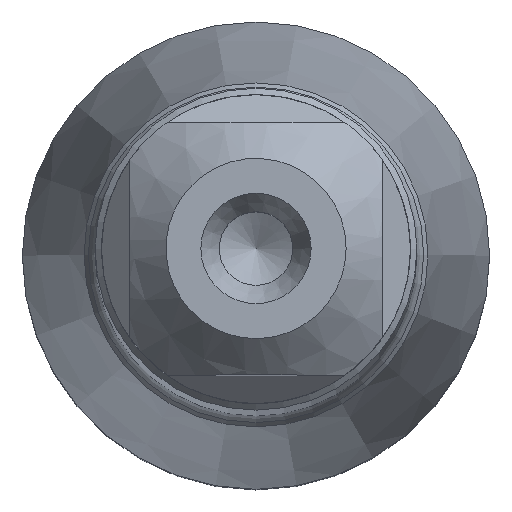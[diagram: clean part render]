
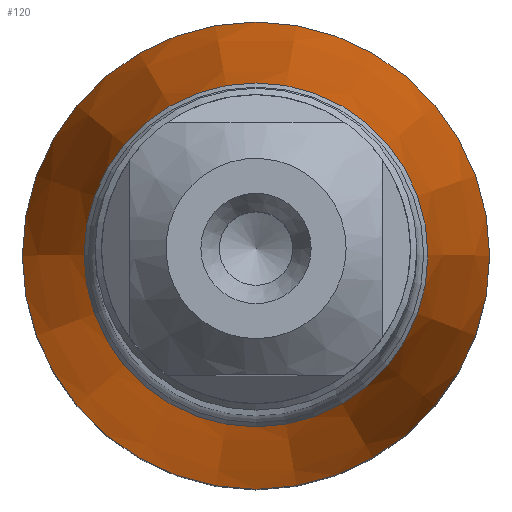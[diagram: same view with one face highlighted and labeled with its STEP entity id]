
A CAD part, top view. The second image highlights one B-rep face of the part: STEP entity #120.
In plain terms, the highlighted conical face has half-angle 8 degrees and reference radius 3.74 mm.
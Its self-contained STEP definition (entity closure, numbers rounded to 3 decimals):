
#120=ADVANCED_FACE('',(#156,#157),#132,.T.);
#132=CONICAL_SURFACE('',#473,3.74,8.);
#156=FACE_BOUND('',#199,.T.);
#157=FACE_BOUND('',#200,.T.);
#199=EDGE_LOOP('',(#279));
#200=EDGE_LOOP('',(#280));
#279=ORIENTED_EDGE('',*,*,#359,.F.);
#280=ORIENTED_EDGE('',*,*,#360,.T.);
#318=VERTEX_POINT('',#741);
#319=VERTEX_POINT('',#744);
#359=EDGE_CURVE('',#318,#318,#379,.T.);
#360=EDGE_CURVE('',#319,#319,#380,.T.);
#379=CIRCLE('',#470,3.74);
#380=CIRCLE('',#472,5.082);
#470=AXIS2_PLACEMENT_3D('',#740,#577,#578);
#472=AXIS2_PLACEMENT_3D('',#743,#581,#582);
#473=AXIS2_PLACEMENT_3D('',#745,#583,#584);
#577=DIRECTION('',(0.,0.,1.));
#578=DIRECTION('',(1.,0.,0.));
#581=DIRECTION('',(0.,0.,1.));
#582=DIRECTION('',(-1.,0.,0.));
#583=DIRECTION('',(0.,0.,-1.));
#584=DIRECTION('',(-1.,0.,0.));
#740=CARTESIAN_POINT('',(0.,0.,-80.));
#741=CARTESIAN_POINT('',(3.74,0.,-80.));
#743=CARTESIAN_POINT('',(0.,0.,-89.546));
#744=CARTESIAN_POINT('',(-5.082,0.,-89.546));
#745=CARTESIAN_POINT('',(0.,0.,-80.));
